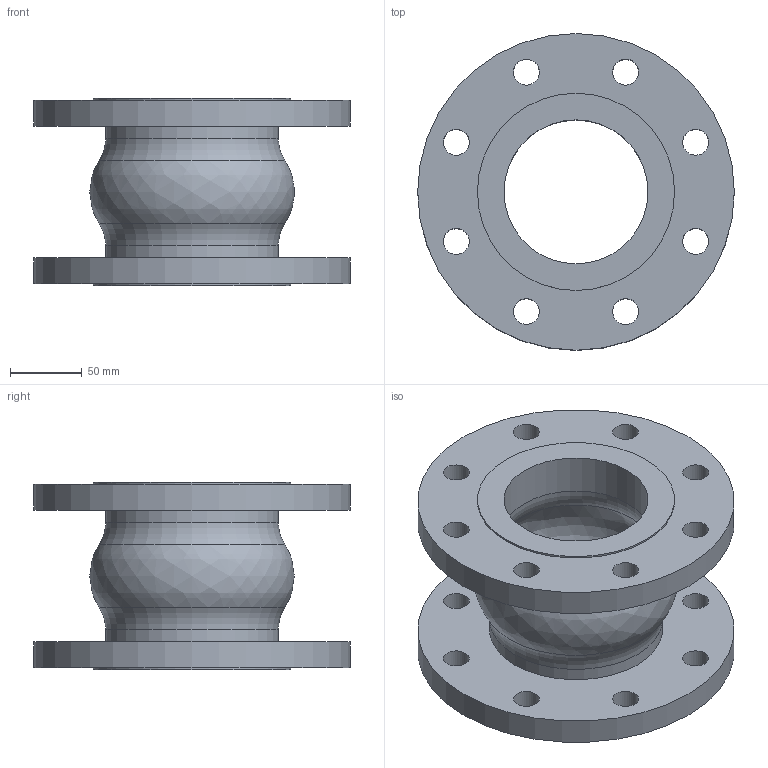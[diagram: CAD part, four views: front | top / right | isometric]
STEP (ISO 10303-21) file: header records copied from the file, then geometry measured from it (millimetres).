
FILE_DESCRIPTION(/* description */ ('Rubber Compensator VM 3920-DN100'),/* implementation_level */ '2;1');
FILE_NAME(/* name */ 'Rubber Compensator VM 3920-DN100.stp',/* time_stamp */ '2020-04-02T19:34:16+05:00',/* author */ ('rahul_marsute'),/* organization */ (''),/* preprocessor_version */ 'ST-DEVELOPER v18',/* originating_system */ 'Autodesk Inventor 2020',/* authorisation */ '');
FILE_SCHEMA (('AUTOMOTIVE_DESIGN { 1 0 10303 214 3 1 1 }'));
Length unit declared in the file: millimetre
Products named in the file (1): Rubber Compensator VM 3920-DN100
Bounding box: 220 x 220 x 130 mm (x, y, z)
Volume: 1373177.4 mm3; surface area: 231872 mm2
Topology: 1 solids, 1 shells, 36 faces, 114 edges, 84 vertices
Faces by surface type: cylinder 24, plane 6, torus 4, bspline 2
Full cylindrical faces by diameter (mm): 18 x16, 100 x2, 120 x2, 137 x2, 220 x2
Entity records: 1513 total; most frequent: CARTESIAN_POINT 287, DIRECTION 274, ORIENTED_EDGE 228, AXIS2_PLACEMENT_3D 125, EDGE_CURVE 114, CIRCLE 90, VERTEX_POINT 84, EDGE_LOOP 74
